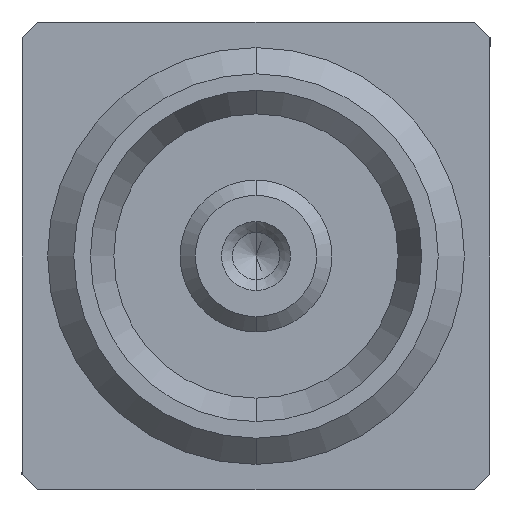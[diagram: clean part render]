
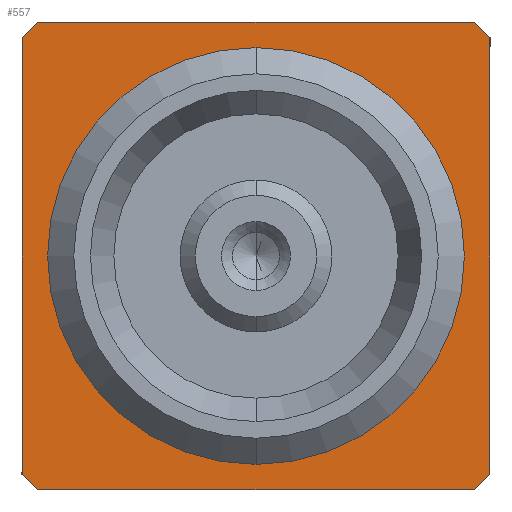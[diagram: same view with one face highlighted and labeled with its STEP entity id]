
A CAD part, left-side view. The second image highlights one B-rep face of the part: STEP entity #557.
In plain terms, the highlighted planar face has unit normal (-1, 0, 0).
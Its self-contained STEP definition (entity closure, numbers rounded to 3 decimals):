
#3 = PLANE ( 'NONE',  #646 ) ;
#18 = LINE ( 'NONE', #1512, #417 ) ;
#44 = EDGE_CURVE ( 'NONE', #241, #1759, #18, .T. ) ;
#65 = CARTESIAN_POINT ( 'NONE',  ( 4.5, -3., 2.8 ) ) ;
#75 = EDGE_CURVE ( 'NONE', #430, #1813, #825, .T. ) ;
#95 = VECTOR ( 'NONE', #1425, 1000. ) ;
#112 = CARTESIAN_POINT ( 'NONE',  ( 4.5, 3., 0. ) ) ;
#125 = DIRECTION ( 'NONE',  ( 0., 0., -1. ) ) ;
#128 = EDGE_CURVE ( 'NONE', #1258, #640, #1553, .T. ) ;
#201 = FACE_BOUND ( 'NONE', #1934, .T. ) ;
#205 = VECTOR ( 'NONE', #737, 1000. ) ;
#227 = CARTESIAN_POINT ( 'NONE',  ( 4.5, 0., 0. ) ) ;
#236 = DIRECTION ( 'NONE',  ( 1., 0., 0. ) ) ;
#241 = VERTEX_POINT ( 'NONE', #463 ) ;
#242 = DIRECTION ( 'NONE',  ( 0., 0., -1. ) ) ;
#250 = CARTESIAN_POINT ( 'NONE',  ( 4.5, 0., 0. ) ) ;
#264 = CARTESIAN_POINT ( 'NONE',  ( 4.5, -3., 0. ) ) ;
#267 = DIRECTION ( 'NONE',  ( 1., 0., 0. ) ) ;
#290 = VECTOR ( 'NONE', #125, 1000. ) ;
#300 = EDGE_LOOP ( 'NONE', ( #669, #1976, #1938, #1606, #1714, #1275, #1732, #1508 ) ) ;
#383 = CARTESIAN_POINT ( 'NONE',  ( 4.5, -2.9, -2.9 ) ) ;
#388 = CARTESIAN_POINT ( 'NONE',  ( 4.5, 0., -3. ) ) ;
#400 = ORIENTED_EDGE ( 'NONE', *, *, #1039, .T. ) ;
#408 = DIRECTION ( 'NONE',  ( 0., 0.707, -0.707 ) ) ;
#417 = VECTOR ( 'NONE', #1935, 1000. ) ;
#430 = VERTEX_POINT ( 'NONE', #1625 ) ;
#437 = VECTOR ( 'NONE', #1828, 1000. ) ;
#443 = DIRECTION ( 'NONE',  ( 0., -0.707, 0.707 ) ) ;
#463 = CARTESIAN_POINT ( 'NONE',  ( 4.5, 2.8, 3. ) ) ;
#500 = DIRECTION ( 'NONE',  ( 0., 0., -1. ) ) ;
#523 = VERTEX_POINT ( 'NONE', #1346 ) ;
#537 = CARTESIAN_POINT ( 'NONE',  ( 4.5, -3., -2.8 ) ) ;
#557 = ADVANCED_FACE ( 'NONE', ( #201, #1099 ), #3, .T. ) ;
#640 = VERTEX_POINT ( 'NONE', #537 ) ;
#646 = AXIS2_PLACEMENT_3D ( 'NONE', #735, #1067, #1355 ) ;
#669 = ORIENTED_EDGE ( 'NONE', *, *, #128, .F. ) ;
#735 = CARTESIAN_POINT ( 'NONE',  ( 4.5, 0., 0. ) ) ;
#737 = DIRECTION ( 'NONE',  ( 0., 0., -1. ) ) ;
#769 = VECTOR ( 'NONE', #1230, 1000. ) ;
#825 = LINE ( 'NONE', #388, #769 ) ;
#865 = ORIENTED_EDGE ( 'NONE', *, *, #1277, .T. ) ;
#866 = CARTESIAN_POINT ( 'NONE',  ( 4.5, 2.9, 2.9 ) ) ;
#980 = VERTEX_POINT ( 'NONE', #1709 ) ;
#1039 = EDGE_CURVE ( 'NONE', #1793, #523, #1859, .T. ) ;
#1047 = LINE ( 'NONE', #1702, #95 ) ;
#1067 = DIRECTION ( 'NONE',  ( -1., 0., 0. ) ) ;
#1070 = EDGE_CURVE ( 'NONE', #241, #1090, #1825, .T. ) ;
#1090 = VERTEX_POINT ( 'NONE', #1347 ) ;
#1099 = FACE_OUTER_BOUND ( 'NONE', #300, .T. ) ;
#1126 = EDGE_CURVE ( 'NONE', #980, #430, #1047, .T. ) ;
#1142 = EDGE_CURVE ( 'NONE', #1258, #1759, #1703, .T. ) ;
#1230 = DIRECTION ( 'NONE',  ( 0., -1., 0. ) ) ;
#1258 = VERTEX_POINT ( 'NONE', #65 ) ;
#1275 = ORIENTED_EDGE ( 'NONE', *, *, #1126, .T. ) ;
#1277 = EDGE_CURVE ( 'NONE', #523, #1793, #1804, .T. ) ;
#1323 = VECTOR ( 'NONE', #443, 1000. ) ;
#1340 = EDGE_CURVE ( 'NONE', #1813, #640, #1717, .T. ) ;
#1346 = CARTESIAN_POINT ( 'NONE',  ( 4.5, 0., 2.672 ) ) ;
#1347 = CARTESIAN_POINT ( 'NONE',  ( 4.5, 3., 2.8 ) ) ;
#1355 = DIRECTION ( 'NONE',  ( 0., 0., 1. ) ) ;
#1425 = DIRECTION ( 'NONE',  ( 0., -0.707, -0.707 ) ) ;
#1465 = AXIS2_PLACEMENT_3D ( 'NONE', #250, #267, #500 ) ;
#1508 = ORIENTED_EDGE ( 'NONE', *, *, #1340, .T. ) ;
#1512 = CARTESIAN_POINT ( 'NONE',  ( 4.5, 0., 3. ) ) ;
#1544 = VECTOR ( 'NONE', #408, 1000. ) ;
#1553 = LINE ( 'NONE', #264, #205 ) ;
#1606 = ORIENTED_EDGE ( 'NONE', *, *, #1070, .T. ) ;
#1625 = CARTESIAN_POINT ( 'NONE',  ( 4.5, 2.8, -3. ) ) ;
#1702 = CARTESIAN_POINT ( 'NONE',  ( 4.5, 2.9, -2.9 ) ) ;
#1703 = LINE ( 'NONE', #1821, #437 ) ;
#1709 = CARTESIAN_POINT ( 'NONE',  ( 4.5, 3., -2.8 ) ) ;
#1714 = ORIENTED_EDGE ( 'NONE', *, *, #2012, .T. ) ;
#1717 = LINE ( 'NONE', #383, #1323 ) ;
#1732 = ORIENTED_EDGE ( 'NONE', *, *, #75, .T. ) ;
#1759 = VERTEX_POINT ( 'NONE', #1905 ) ;
#1793 = VERTEX_POINT ( 'NONE', #2006 ) ;
#1804 = CIRCLE ( 'NONE', #1849, 2.672 ) ;
#1813 = VERTEX_POINT ( 'NONE', #1975 ) ;
#1821 = CARTESIAN_POINT ( 'NONE',  ( 4.5, -2.9, 2.9 ) ) ;
#1825 = LINE ( 'NONE', #866, #1544 ) ;
#1828 = DIRECTION ( 'NONE',  ( 0., 0.707, 0.707 ) ) ;
#1849 = AXIS2_PLACEMENT_3D ( 'NONE', #227, #236, #242 ) ;
#1859 = CIRCLE ( 'NONE', #1465, 2.672 ) ;
#1902 = LINE ( 'NONE', #112, #290 ) ;
#1905 = CARTESIAN_POINT ( 'NONE',  ( 4.5, -2.8, 3. ) ) ;
#1934 = EDGE_LOOP ( 'NONE', ( #400, #865 ) ) ;
#1935 = DIRECTION ( 'NONE',  ( 0., -1., 0. ) ) ;
#1938 = ORIENTED_EDGE ( 'NONE', *, *, #44, .F. ) ;
#1975 = CARTESIAN_POINT ( 'NONE',  ( 4.5, -2.8, -3. ) ) ;
#1976 = ORIENTED_EDGE ( 'NONE', *, *, #1142, .T. ) ;
#2006 = CARTESIAN_POINT ( 'NONE',  ( 4.5, 0., -2.672 ) ) ;
#2012 = EDGE_CURVE ( 'NONE', #1090, #980, #1902, .T. ) ;
